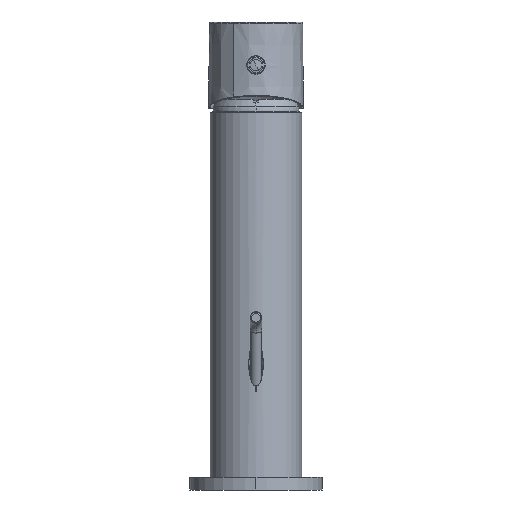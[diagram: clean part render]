
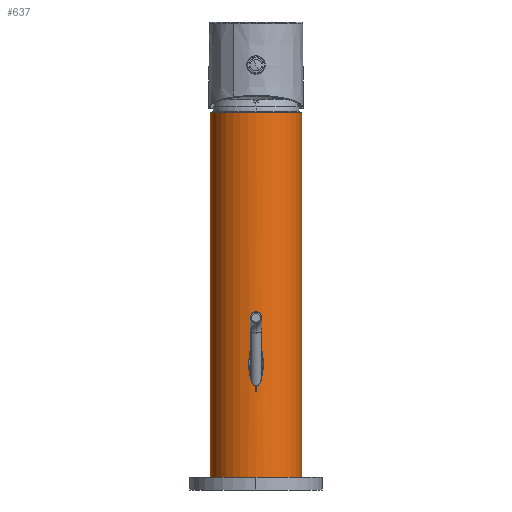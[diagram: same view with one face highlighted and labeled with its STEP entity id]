
A CAD part, front view. The second image highlights one B-rep face of the part: STEP entity #637.
In plain terms, the highlighted cylindrical face has radius 16 mm (diameter 32 mm), a partial arc.
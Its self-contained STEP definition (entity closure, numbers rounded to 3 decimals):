
#523=CARTESIAN_POINT('Axis2P3D Location',(0.,0.,0.)) ;
#528=CARTESIAN_POINT('Line Origine',(-16.,0.,0.)) ;
#532=CARTESIAN_POINT('Vertex',(-16.,0.,127.)) ;
#534=CARTESIAN_POINT('Vertex',(-16.,0.,0.)) ;
#537=CARTESIAN_POINT('Axis2P3D Location',(0.,0.,0.)) ;
#541=CARTESIAN_POINT('Vertex',(16.,0.,0.)) ;
#544=CARTESIAN_POINT('Line Origine',(16.,0.,0.)) ;
#548=CARTESIAN_POINT('Vertex',(16.,0.,127.)) ;
#551=CARTESIAN_POINT('Axis2P3D Location',(0.,0.,127.)) ;
#563=CARTESIAN_POINT('Control Point',(0.,-16.,31.686)) ;
#564=CARTESIAN_POINT('Control Point',(-0.091,-16.,31.685)) ;
#565=CARTESIAN_POINT('Control Point',(-0.182,-15.999,31.698)) ;
#566=CARTESIAN_POINT('Control Point',(-0.271,-15.998,31.722)) ;
#567=CARTESIAN_POINT('Control Point',(-0.532,-15.992,31.823)) ;
#568=CARTESIAN_POINT('Control Point',(-0.756,-15.983,31.997)) ;
#569=CARTESIAN_POINT('Control Point',(-0.889,-15.976,32.135)) ;
#570=CARTESIAN_POINT('Control Point',(-1.13,-15.961,32.433)) ;
#571=CARTESIAN_POINT('Control Point',(-1.325,-15.945,32.763)) ;
#572=CARTESIAN_POINT('Control Point',(-1.414,-15.938,32.933)) ;
#573=CARTESIAN_POINT('Control Point',(-1.683,-15.913,33.51)) ;
#574=CARTESIAN_POINT('Control Point',(-1.879,-15.89,34.116)) ;
#575=CARTESIAN_POINT('Control Point',(-1.993,-15.876,34.538)) ;
#576=CARTESIAN_POINT('Control Point',(-2.228,-15.845,35.592)) ;
#577=CARTESIAN_POINT('Control Point',(-2.371,-15.824,36.664)) ;
#578=CARTESIAN_POINT('Control Point',(-2.431,-15.814,37.298)) ;
#579=CARTESIAN_POINT('Control Point',(-2.529,-15.799,38.927)) ;
#580=CARTESIAN_POINT('Control Point',(-2.5,-15.803,40.559)) ;
#581=CARTESIAN_POINT('Control Point',(-2.442,-15.813,41.551)) ;
#582=CARTESIAN_POINT('Control Point',(-2.276,-15.839,43.216)) ;
#583=CARTESIAN_POINT('Control Point',(-1.961,-15.88,44.855)) ;
#584=CARTESIAN_POINT('Control Point',(-1.81,-15.898,45.489)) ;
#585=CARTESIAN_POINT('Control Point',(-1.573,-15.925,46.326)) ;
#586=CARTESIAN_POINT('Control Point',(-1.222,-15.954,47.115)) ;
#587=CARTESIAN_POINT('Control Point',(-1.14,-15.96,47.28)) ;
#588=CARTESIAN_POINT('Control Point',(-0.992,-15.97,47.549)) ;
#589=CARTESIAN_POINT('Control Point',(-0.815,-15.979,47.8)) ;
#590=CARTESIAN_POINT('Control Point',(-0.74,-15.983,47.896)) ;
#591=CARTESIAN_POINT('Control Point',(-0.572,-15.99,48.079)) ;
#592=CARTESIAN_POINT('Control Point',(-0.369,-15.996,48.222)) ;
#593=CARTESIAN_POINT('Control Point',(-0.253,-15.999,48.281)) ;
#594=CARTESIAN_POINT('Control Point',(-0.127,-16.,48.315)) ;
#595=CARTESIAN_POINT('Control Point',(0.,-16.,48.314)) ;
#596=CARTESIAN_POINT('Vertex',(0.,-16.,31.686)) ;
#598=CARTESIAN_POINT('Vertex',(0.,-16.,48.314)) ;
#602=CARTESIAN_POINT('Control Point',(0.,-16.,48.314)) ;
#603=CARTESIAN_POINT('Control Point',(0.186,-16.,48.317)) ;
#604=CARTESIAN_POINT('Control Point',(0.371,-15.997,48.241)) ;
#605=CARTESIAN_POINT('Control Point',(0.521,-15.992,48.128)) ;
#606=CARTESIAN_POINT('Control Point',(0.771,-15.982,47.878)) ;
#607=CARTESIAN_POINT('Control Point',(0.967,-15.971,47.585)) ;
#608=CARTESIAN_POINT('Control Point',(1.051,-15.966,47.441)) ;
#609=CARTESIAN_POINT('Control Point',(1.33,-15.946,46.918)) ;
#610=CARTESIAN_POINT('Control Point',(1.539,-15.927,46.363)) ;
#611=CARTESIAN_POINT('Control Point',(1.667,-15.914,45.953)) ;
#612=CARTESIAN_POINT('Control Point',(1.956,-15.881,44.904)) ;
#613=CARTESIAN_POINT('Control Point',(2.157,-15.855,43.832)) ;
#614=CARTESIAN_POINT('Control Point',(2.255,-15.841,43.176)) ;
#615=CARTESIAN_POINT('Control Point',(2.421,-15.816,41.77)) ;
#616=CARTESIAN_POINT('Control Point',(2.497,-15.804,40.355)) ;
#617=CARTESIAN_POINT('Control Point',(2.514,-15.801,39.599)) ;
#618=CARTESIAN_POINT('Control Point',(2.498,-15.804,38.08)) ;
#619=CARTESIAN_POINT('Control Point',(2.365,-15.824,36.569)) ;
#620=CARTESIAN_POINT('Control Point',(2.265,-15.839,35.812)) ;
#621=CARTESIAN_POINT('Control Point',(2.065,-15.868,34.717)) ;
#622=CARTESIAN_POINT('Control Point',(1.726,-15.907,33.659)) ;
#623=CARTESIAN_POINT('Control Point',(1.604,-15.92,33.334)) ;
#624=CARTESIAN_POINT('Control Point',(1.379,-15.942,32.826)) ;
#625=CARTESIAN_POINT('Control Point',(1.075,-15.965,32.362)) ;
#626=CARTESIAN_POINT('Control Point',(0.946,-15.973,32.196)) ;
#627=CARTESIAN_POINT('Control Point',(0.705,-15.986,31.942)) ;
#628=CARTESIAN_POINT('Control Point',(0.406,-15.996,31.767)) ;
#629=CARTESIAN_POINT('Control Point',(0.276,-15.999,31.714)) ;
#630=CARTESIAN_POINT('Control Point',(0.138,-16.,31.685)) ;
#631=CARTESIAN_POINT('Control Point',(0.,-16.,31.686)) ;
#530=VECTOR('Line Direction',#529,1.) ;
#546=VECTOR('Line Direction',#545,1.) ;
#524=DIRECTION('Axis2P3D Direction',(0.,0.,1.)) ;
#525=DIRECTION('Axis2P3D XDirection',(-1.,0.,0.)) ;
#529=DIRECTION('Vector Direction',(0.,0.,1.)) ;
#538=DIRECTION('Axis2P3D Direction',(0.,0.,1.)) ;
#545=DIRECTION('Vector Direction',(0.,0.,1.)) ;
#552=DIRECTION('Axis2P3D Direction',(0.,0.,1.)) ;
#526=AXIS2_PLACEMENT_3D('Cylinder Axis2P3D',#523,#524,#525) ;
#539=AXIS2_PLACEMENT_3D('Circle Axis2P3D',#537,#538,$) ;
#553=AXIS2_PLACEMENT_3D('Circle Axis2P3D',#551,#552,$) ;
#531=LINE('Line',#528,#530) ;
#547=LINE('Line',#544,#546) ;
#540=CIRCLE('generated circle',#539,16.) ;
#554=CIRCLE('generated circle',#553,16.) ;
#527=CYLINDRICAL_SURFACE('generated cylinder',#526,16.) ;
#636=FACE_BOUND('',#633,.T.) ;
#536=EDGE_CURVE('',#533,#535,#531,.F.) ;
#543=EDGE_CURVE('',#535,#542,#540,.T.) ;
#550=EDGE_CURVE('',#542,#549,#547,.T.) ;
#555=EDGE_CURVE('',#533,#549,#554,.T.) ;
#600=EDGE_CURVE('',#597,#599,#562,.T.) ;
#632=EDGE_CURVE('',#599,#597,#601,.T.) ;
#557=ORIENTED_EDGE('',*,*,#536,.T.) ;
#558=ORIENTED_EDGE('',*,*,#543,.T.) ;
#559=ORIENTED_EDGE('',*,*,#550,.T.) ;
#560=ORIENTED_EDGE('',*,*,#555,.F.) ;
#634=ORIENTED_EDGE('',*,*,#600,.T.) ;
#635=ORIENTED_EDGE('',*,*,#632,.T.) ;
#556=EDGE_LOOP('',(#557,#558,#559,#560)) ;
#633=EDGE_LOOP('',(#634,#635)) ;
#533=VERTEX_POINT('',#532) ;
#535=VERTEX_POINT('',#534) ;
#542=VERTEX_POINT('',#541) ;
#549=VERTEX_POINT('',#548) ;
#597=VERTEX_POINT('',#596) ;
#599=VERTEX_POINT('',#598) ;
#637=ADVANCED_FACE('Product1\\Superficie.8 ( MI000494.1\\GRUPPO GEOMETRICO.1_SUPERFICIE.28 - wsp *MASTER -  )',(#561,#636),#527,.T.) ;
#562=B_SPLINE_CURVE_WITH_KNOTS('',5,(#563,#564,#565,#566,#567,#568,#569,#570,#571,#572,#573,#574,#575,#576,#577,#578,#579,#580,#581,#582,#583,#584,#585,#586,#587,#588,#589,#590,#591,#592,#593,#594,#595),.UNSPECIFIED.,.F.,.U.,(6,3,3,3,3,3,3,3,3,3,6),(0.,0.644,1.969,3.345,6.466,10.983,18.003,22.793,24.114,24.962,25.857),.UNSPECIFIED.) ;
#601=B_SPLINE_CURVE_WITH_KNOTS('',5,(#602,#603,#604,#605,#606,#607,#608,#609,#610,#611,#612,#613,#614,#615,#616,#617,#618,#619,#620,#621,#622,#623,#624,#625,#626,#627,#628,#629,#630,#631),.UNSPECIFIED.,.F.,.U.,(6,3,3,3,3,3,3,3,3,6),(0.,1.312,2.49,5.507,10.198,15.53,20.936,23.39,24.855,25.831),.UNSPECIFIED.) ;
#561=FACE_OUTER_BOUND('',#556,.T.) ;
